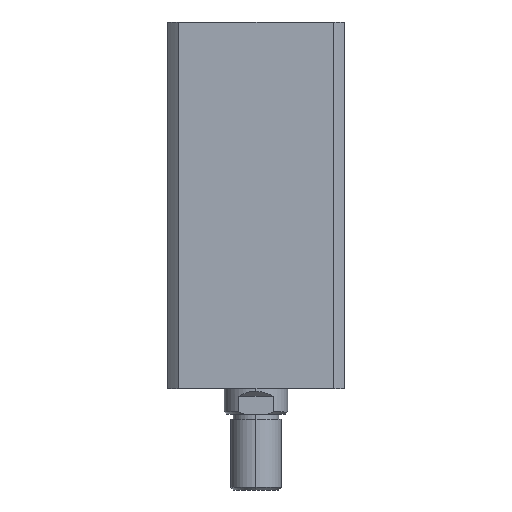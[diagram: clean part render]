
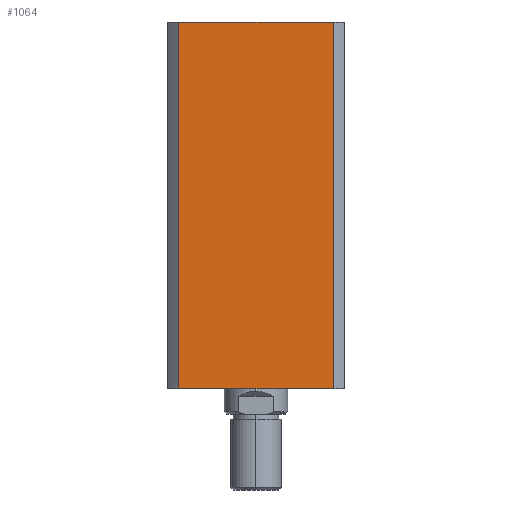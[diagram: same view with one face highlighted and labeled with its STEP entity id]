
A CAD part, left-side view. The second image highlights one B-rep face of the part: STEP entity #1064.
In plain terms, the highlighted planar face has unit normal (-1, 0, 0).
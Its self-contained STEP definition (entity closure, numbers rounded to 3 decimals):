
#136 = LINE ( 'NONE', #3440, #138 ) ;
#137 = LINE ( 'NONE', #3449, #145 ) ;
#138 = VECTOR ( 'NONE', #3434, 1000. ) ;
#139 = LINE ( 'NONE', #3447, #141 ) ;
#140 = LINE ( 'NONE', #3453, #143 ) ;
#141 = VECTOR ( 'NONE', #3443, 1000. ) ;
#143 = VECTOR ( 'NONE', #3455, 1000. ) ;
#145 = VECTOR ( 'NONE', #3456, 1000. ) ;
#1064 = ADVANCED_FACE ( 'NONE', ( #1618 ), #1994, .F. ) ;
#1392 = ORIENTED_EDGE ( 'NONE', *, *, #3020, .T. ) ;
#1393 = ORIENTED_EDGE ( 'NONE', *, *, #3024, .F. ) ;
#1394 = ORIENTED_EDGE ( 'NONE', *, *, #3023, .F. ) ;
#1395 = ORIENTED_EDGE ( 'NONE', *, *, #3022, .T. ) ;
#1463 = EDGE_LOOP ( 'NONE', ( #1395, #1394, #1393, #1392 ) ) ;
#1495 = VERTEX_POINT ( 'NONE', #2204 ) ;
#1504 = VERTEX_POINT ( 'NONE', #2213 ) ;
#1510 = VERTEX_POINT ( 'NONE', #2219 ) ;
#1526 = VERTEX_POINT ( 'NONE', #2235 ) ;
#1618 = FACE_OUTER_BOUND ( 'NONE', #1463, .T. ) ;
#1991 = DIRECTION ( 'NONE',  ( 0., 0., -1. ) ) ;
#1992 = DIRECTION ( 'NONE',  ( 1., 0., 0. ) ) ;
#1994 = PLANE ( 'NONE',  #3179 ) ;
#2005 = CARTESIAN_POINT ( 'NONE',  ( -35., 0., 145. ) ) ;
#2204 = CARTESIAN_POINT ( 'NONE',  ( -35., -30.615, 0. ) ) ;
#2213 = CARTESIAN_POINT ( 'NONE',  ( -35., 30.615, 0. ) ) ;
#2219 = CARTESIAN_POINT ( 'NONE',  ( -35., -30.615, 145. ) ) ;
#2235 = CARTESIAN_POINT ( 'NONE',  ( -35., 30.615, 145. ) ) ;
#3020 = EDGE_CURVE ( 'NONE', #1526, #1504, #136, .T. ) ;
#3022 = EDGE_CURVE ( 'NONE', #1504, #1495, #139, .T. ) ;
#3023 = EDGE_CURVE ( 'NONE', #1510, #1495, #140, .T. ) ;
#3024 = EDGE_CURVE ( 'NONE', #1526, #1510, #137, .T. ) ;
#3179 = AXIS2_PLACEMENT_3D ( 'NONE', #2005, #1992, #1991 ) ;
#3434 = DIRECTION ( 'NONE',  ( 0., 0., -1. ) ) ;
#3440 = CARTESIAN_POINT ( 'NONE',  ( -35., 30.615, 145. ) ) ;
#3443 = DIRECTION ( 'NONE',  ( 0., -1., 0. ) ) ;
#3447 = CARTESIAN_POINT ( 'NONE',  ( -35., 0., 0. ) ) ;
#3449 = CARTESIAN_POINT ( 'NONE',  ( -35., 0., 145. ) ) ;
#3453 = CARTESIAN_POINT ( 'NONE',  ( -35., -30.615, 145. ) ) ;
#3455 = DIRECTION ( 'NONE',  ( 0., 0., -1. ) ) ;
#3456 = DIRECTION ( 'NONE',  ( 0., -1., 0. ) ) ;
